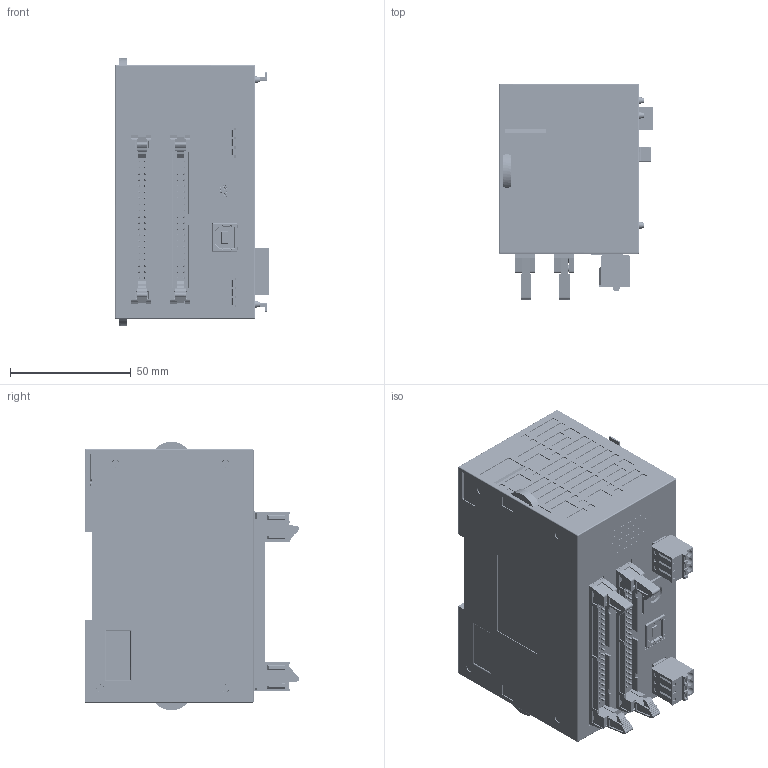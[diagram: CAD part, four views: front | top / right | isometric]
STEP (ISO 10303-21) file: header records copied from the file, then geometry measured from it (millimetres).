
FILE_DESCRIPTION(/* description */ (''),/* implementation_level */ '2;1');
FILE_NAME(/* name */ 'XL5E-6~3',/* time_stamp */ '2022-08-22T14:28:06+08:00',/* author */ (''),/* organization */ (''),/* preprocessor_version */ 'ST-DEVELOPER v16.5',/* originating_system */ '',/* authorisation */ '');
FILE_SCHEMA (('CONFIG_CONTROL_DESIGN'));
Products named in the file (1): Document
Bounding box: 63.8 x 88.96 x 111.2 mm (x, y, z)
Volume: 417106.3 mm3; surface area: 59504.3 mm2
Topology: 1 solids, 162 shells, 3016 faces, 58806 edges, 56199 vertices
Faces by surface type: plane 2628, cylinder 283, bspline 105
Entity records: 440610 total; most frequent: CARTESIAN_POINT 182610, ORIENTED_EDGE 65982, EDGE_CURVE 58805, B_SPLINE_CURVE_WITH_KNOTS 58126, VERTEX_POINT 56199, EDGE_LOOP 3352, ADVANCED_FACE 3016, FACE_OUTER_BOUND 3016
